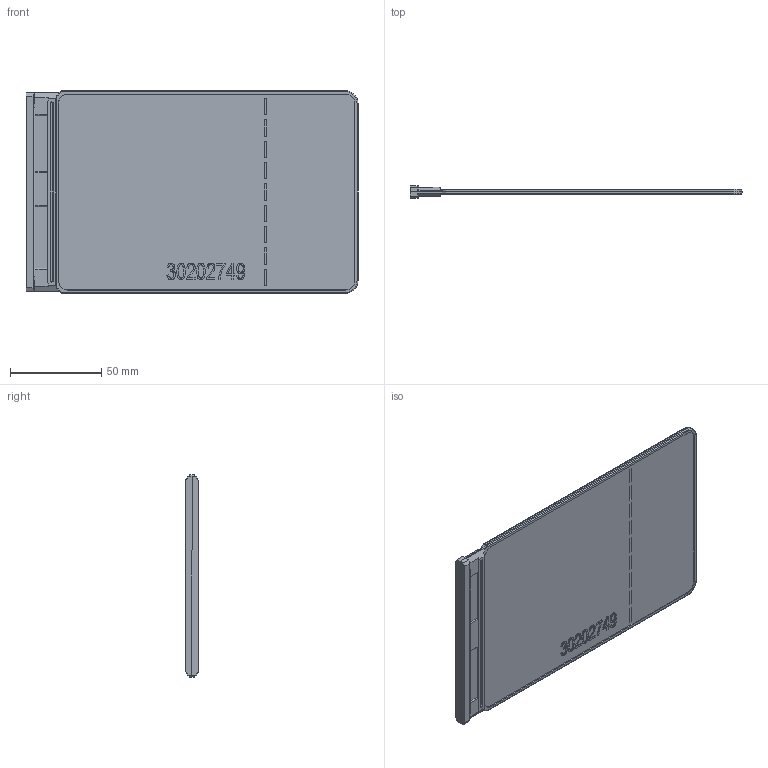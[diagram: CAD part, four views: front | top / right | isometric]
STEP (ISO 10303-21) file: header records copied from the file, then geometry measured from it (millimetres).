
FILE_DESCRIPTION(/* description */ (''),/* implementation_level */ '2;1');
FILE_NAME(/* name */ 'FILE_STP_CAD_DRAWING_3d_GLX906_prt.stp',/* time_stamp */ '2025-04-18T17:44:21+02:00',/* author */ (''),/* organization */ (''),/* preprocessor_version */ 'ST-DEVELOPER v16.7',/* originating_system */ 'SIEMENS PLM Software NX 12.0',/* authorisation */ '');
FILE_SCHEMA (('AUTOMOTIVE_DESIGN { 1 0 10303 214 3 1 1 1 }'));
Length unit declared in the file: millimetre
Products named in the file (1): 3d_GLX906
Bounding box: 182.01 x 6.8 x 111.02 mm (x, y, z)
Surface area: 44185.8 mm2 (no closed solid volume)
Topology: 0 solids, 1 shells, 242 faces, 719 edges, 463 vertices
Faces by surface type: plane 169, cylinder 34, extrusion 19, cone 8, sphere 4, bspline 4, torus 4
Entity records: 8688 total; most frequent: CARTESIAN_POINT 2352, ORIENTED_EDGE 1222, DIRECTION 1217, EDGE_CURVE 714, VECTOR 607, LINE 588, VERTEX_POINT 462, AXIS2_PLACEMENT_3D 305
